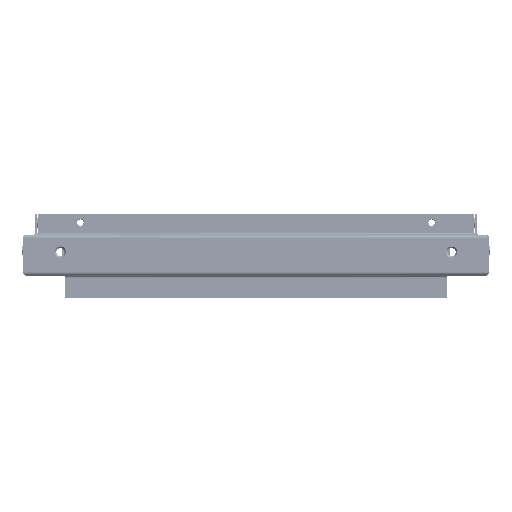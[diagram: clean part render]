
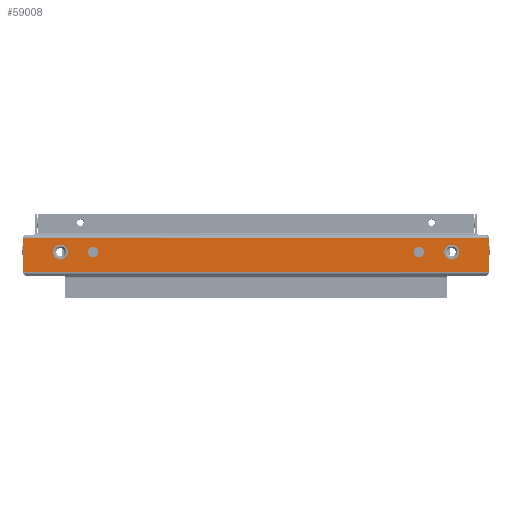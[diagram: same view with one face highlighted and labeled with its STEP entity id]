
A CAD part, front view. The second image highlights one B-rep face of the part: STEP entity #59008.
In plain terms, the highlighted face is planar.
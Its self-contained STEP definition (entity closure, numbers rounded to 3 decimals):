
#929 = AXIS2_PLACEMENT_3D ( 'NONE', #14912, #57107, #10929 ) ;
#1732 = VERTEX_POINT ( 'NONE', #7938 ) ;
#1889 = CARTESIAN_POINT ( 'NONE',  ( -250., 18., 0. ) ) ;
#2189 = EDGE_CURVE ( 'NONE', #28854, #5726, #21545, .T. ) ;
#2531 = DIRECTION ( 'NONE',  ( 1., 0., 0. ) ) ;
#2778 = EDGE_CURVE ( 'NONE', #3452, #26159, #10273, .T. ) ;
#3452 = VERTEX_POINT ( 'NONE', #26045 ) ;
#3461 = EDGE_CURVE ( 'NONE', #17074, #14234, #49621, .T. ) ;
#3878 = CARTESIAN_POINT ( 'NONE',  ( -250., -18., 0. ) ) ;
#4186 = LINE ( 'NONE', #3878, #30135 ) ;
#4210 = VERTEX_POINT ( 'NONE', #39612 ) ;
#4272 = EDGE_CURVE ( 'NONE', #14234, #51993, #40227, .T. ) ;
#4613 = CARTESIAN_POINT ( 'NONE',  ( 250., 18., 0. ) ) ;
#5027 = DIRECTION ( 'NONE',  ( 0., 0., 1. ) ) ;
#5267 = CARTESIAN_POINT ( 'NONE',  ( 201.5, -3.319, 0. ) ) ;
#5283 = CARTESIAN_POINT ( 'NONE',  ( 174.5, -3.319, 0. ) ) ;
#5350 = VERTEX_POINT ( 'NONE', #30348 ) ;
#5726 = VERTEX_POINT ( 'NONE', #39455 ) ;
#6028 = VERTEX_POINT ( 'NONE', #13430 ) ;
#6331 = FACE_BOUND ( 'NONE', #59842, .T. ) ;
#6358 = EDGE_LOOP ( 'NONE', ( #57804, #36804 ) ) ;
#7264 = EDGE_CURVE ( 'NONE', #26159, #17074, #4186, .T. ) ;
#7636 = EDGE_CURVE ( 'NONE', #51846, #3452, #19883, .T. ) ;
#7890 = CARTESIAN_POINT ( 'NONE',  ( 247.935, -18., 0. ) ) ;
#7938 = CARTESIAN_POINT ( 'NONE',  ( -248., 18., 0. ) ) ;
#8220 = EDGE_CURVE ( 'NONE', #6028, #24842, #21419, .T. ) ;
#8381 = CARTESIAN_POINT ( 'NONE',  ( -174.5, -3.319, 0. ) ) ;
#8571 = CARTESIAN_POINT ( 'NONE',  ( 250., 18., 0. ) ) ;
#8711 = CIRCLE ( 'NONE', #42922, 5.5 ) ;
#8754 = DIRECTION ( 'NONE',  ( 1., 0., 0. ) ) ;
#8906 = CIRCLE ( 'NONE', #32355, 8. ) ;
#9655 = VECTOR ( 'NONE', #57204, 1000. ) ;
#9662 = CARTESIAN_POINT ( 'NONE',  ( -209.5, -3.319, 0. ) ) ;
#9800 = LINE ( 'NONE', #4613, #47465 ) ;
#10273 = LINE ( 'NONE', #36891, #31378 ) ;
#10758 = DIRECTION ( 'NONE',  ( -1., 0., 0. ) ) ;
#10904 = CIRCLE ( 'NONE', #45033, 5.5 ) ;
#10929 = DIRECTION ( 'NONE',  ( -1., 0., 0. ) ) ;
#12128 = AXIS2_PLACEMENT_3D ( 'NONE', #20670, #57090, #47314 ) ;
#12926 = ORIENTED_EDGE ( 'NONE', *, *, #3461, .T. ) ;
#13278 = CARTESIAN_POINT ( 'NONE',  ( 250., 18., 0. ) ) ;
#13430 = CARTESIAN_POINT ( 'NONE',  ( -180., -3.319, 0. ) ) ;
#13654 = DIRECTION ( 'NONE',  ( -1., 0., 0. ) ) ;
#14234 = VERTEX_POINT ( 'NONE', #57630 ) ;
#14711 = DIRECTION ( 'NONE',  ( -1., 0., 0. ) ) ;
#14912 = CARTESIAN_POINT ( 'NONE',  ( 0., 0., 0. ) ) ;
#15549 = DIRECTION ( 'NONE',  ( -1., 0., 0. ) ) ;
#17074 = VERTEX_POINT ( 'NONE', #7890 ) ;
#17246 = DIRECTION ( 'NONE',  ( 0., 1., 0. ) ) ;
#17542 = LINE ( 'NONE', #13278, #26808 ) ;
#19521 = CARTESIAN_POINT ( 'NONE',  ( 209.5, -3.319, 0. ) ) ;
#19637 = DIRECTION ( 'NONE',  ( 0., 0., 1. ) ) ;
#19713 = ORIENTED_EDGE ( 'NONE', *, *, #57146, .T. ) ;
#19883 = LINE ( 'NONE', #38541, #9655 ) ;
#19886 = LINE ( 'NONE', #24778, #54925 ) ;
#20593 = ORIENTED_EDGE ( 'NONE', *, *, #8220, .F. ) ;
#20670 = CARTESIAN_POINT ( 'NONE',  ( 209.5, -3.319, 0. ) ) ;
#21189 = EDGE_LOOP ( 'NONE', ( #42215, #28689, #12926, #50100, #19713, #42923, #49821, #50131 ) ) ;
#21419 = CIRCLE ( 'NONE', #40958, 5.5 ) ;
#21496 = EDGE_CURVE ( 'NONE', #4210, #47253, #52178, .T. ) ;
#21545 = CIRCLE ( 'NONE', #57851, 5.5 ) ;
#22098 = CARTESIAN_POINT ( 'NONE',  ( 248., 18., 0. ) ) ;
#24727 = CARTESIAN_POINT ( 'NONE',  ( -247.935, -18., 0. ) ) ;
#24778 = CARTESIAN_POINT ( 'NONE',  ( 250., 18., 0. ) ) ;
#24827 = CARTESIAN_POINT ( 'NONE',  ( -201.5, -3.319, 0. ) ) ;
#24842 = VERTEX_POINT ( 'NONE', #38110 ) ;
#25101 = DIRECTION ( 'NONE',  ( 0., 0., -1. ) ) ;
#25567 = VECTOR ( 'NONE', #2531, 1000. ) ;
#26045 = CARTESIAN_POINT ( 'NONE',  ( -250., -18., 0. ) ) ;
#26159 = VERTEX_POINT ( 'NONE', #24727 ) ;
#26808 = VECTOR ( 'NONE', #32225, 1000. ) ;
#28466 = DIRECTION ( 'NONE',  ( -1., 0., 0. ) ) ;
#28689 = ORIENTED_EDGE ( 'NONE', *, *, #7264, .T. ) ;
#28854 = VERTEX_POINT ( 'NONE', #41859 ) ;
#29259 = CIRCLE ( 'NONE', #49788, 8. ) ;
#29361 = EDGE_CURVE ( 'NONE', #5350, #37065, #29259, .T. ) ;
#29383 = VECTOR ( 'NONE', #17246, 1000. ) ;
#30135 = VECTOR ( 'NONE', #8754, 1000. ) ;
#30348 = CARTESIAN_POINT ( 'NONE',  ( -217.5, -3.319, 0. ) ) ;
#30652 = EDGE_CURVE ( 'NONE', #1732, #51846, #19886, .T. ) ;
#31378 = VECTOR ( 'NONE', #47587, 1000. ) ;
#32225 = DIRECTION ( 'NONE',  ( -1., 0., 0. ) ) ;
#32355 = AXIS2_PLACEMENT_3D ( 'NONE', #56963, #19637, #32799 ) ;
#32799 = DIRECTION ( 'NONE',  ( 1., 0., 0. ) ) ;
#33177 = EDGE_CURVE ( 'NONE', #47253, #4210, #53500, .T. ) ;
#33476 = ORIENTED_EDGE ( 'NONE', *, *, #47577, .F. ) ;
#34664 = ORIENTED_EDGE ( 'NONE', *, *, #21496, .T. ) ;
#36804 = ORIENTED_EDGE ( 'NONE', *, *, #51748, .T. ) ;
#36891 = CARTESIAN_POINT ( 'NONE',  ( -250., -18., 0. ) ) ;
#37065 = VERTEX_POINT ( 'NONE', #24827 ) ;
#37188 = CARTESIAN_POINT ( 'NONE',  ( 174.5, -3.319, 0. ) ) ;
#37492 = DIRECTION ( 'NONE',  ( 0., 0., 1. ) ) ;
#38110 = CARTESIAN_POINT ( 'NONE',  ( -169., -3.319, 0. ) ) ;
#38143 = FACE_BOUND ( 'NONE', #6358, .T. ) ;
#38200 = DIRECTION ( 'NONE',  ( 0., 0., -1. ) ) ;
#38444 = FACE_BOUND ( 'NONE', #46410, .T. ) ;
#38541 = CARTESIAN_POINT ( 'NONE',  ( -250., -22., 0. ) ) ;
#39455 = CARTESIAN_POINT ( 'NONE',  ( 169., -3.319, 0. ) ) ;
#39612 = CARTESIAN_POINT ( 'NONE',  ( 217.5, -3.319, 0. ) ) ;
#40227 = LINE ( 'NONE', #49704, #29383 ) ;
#40446 = VERTEX_POINT ( 'NONE', #22098 ) ;
#40526 = EDGE_CURVE ( 'NONE', #37065, #5350, #8906, .T. ) ;
#40667 = DIRECTION ( 'NONE',  ( 1., 0., 0. ) ) ;
#40958 = AXIS2_PLACEMENT_3D ( 'NONE', #8381, #5027, #42023 ) ;
#41486 = DIRECTION ( 'NONE',  ( 0., 0., -1. ) ) ;
#41859 = CARTESIAN_POINT ( 'NONE',  ( 180., -3.319, 0. ) ) ;
#42023 = DIRECTION ( 'NONE',  ( 1., 0., 0. ) ) ;
#42215 = ORIENTED_EDGE ( 'NONE', *, *, #2778, .T. ) ;
#42922 = AXIS2_PLACEMENT_3D ( 'NONE', #58439, #59650, #40667 ) ;
#42923 = ORIENTED_EDGE ( 'NONE', *, *, #56520, .T. ) ;
#43355 = FACE_BOUND ( 'NONE', #57715, .T. ) ;
#44665 = AXIS2_PLACEMENT_3D ( 'NONE', #19521, #38200, #15549 ) ;
#45033 = AXIS2_PLACEMENT_3D ( 'NONE', #5283, #25101, #10758 ) ;
#46410 = EDGE_LOOP ( 'NONE', ( #34664, #53216 ) ) ;
#47253 = VERTEX_POINT ( 'NONE', #5267 ) ;
#47314 = DIRECTION ( 'NONE',  ( -1., 0., 0. ) ) ;
#47465 = VECTOR ( 'NONE', #28466, 1000. ) ;
#47576 = DIRECTION ( 'NONE',  ( 1., 0., 0. ) ) ;
#47577 = EDGE_CURVE ( 'NONE', #24842, #6028, #8711, .T. ) ;
#47587 = DIRECTION ( 'NONE',  ( 1., 0., 0. ) ) ;
#48230 = FACE_OUTER_BOUND ( 'NONE', #21189, .T. ) ;
#49621 = LINE ( 'NONE', #53606, #25567 ) ;
#49704 = CARTESIAN_POINT ( 'NONE',  ( 250., -22., 0. ) ) ;
#49788 = AXIS2_PLACEMENT_3D ( 'NONE', #9662, #37492, #47576 ) ;
#49821 = ORIENTED_EDGE ( 'NONE', *, *, #30652, .T. ) ;
#50100 = ORIENTED_EDGE ( 'NONE', *, *, #4272, .T. ) ;
#50131 = ORIENTED_EDGE ( 'NONE', *, *, #7636, .T. ) ;
#51748 = EDGE_CURVE ( 'NONE', #5726, #28854, #10904, .T. ) ;
#51846 = VERTEX_POINT ( 'NONE', #1889 ) ;
#51993 = VERTEX_POINT ( 'NONE', #8571 ) ;
#52178 = CIRCLE ( 'NONE', #12128, 8. ) ;
#52883 = ORIENTED_EDGE ( 'NONE', *, *, #40526, .F. ) ;
#53216 = ORIENTED_EDGE ( 'NONE', *, *, #33177, .T. ) ;
#53500 = CIRCLE ( 'NONE', #44665, 8. ) ;
#53606 = CARTESIAN_POINT ( 'NONE',  ( -250., -18., 0. ) ) ;
#54925 = VECTOR ( 'NONE', #14711, 1000. ) ;
#56507 = PLANE ( 'NONE',  #929 ) ;
#56520 = EDGE_CURVE ( 'NONE', #40446, #1732, #9800, .T. ) ;
#56963 = CARTESIAN_POINT ( 'NONE',  ( -209.5, -3.319, 0. ) ) ;
#57090 = DIRECTION ( 'NONE',  ( 0., 0., -1. ) ) ;
#57107 = DIRECTION ( 'NONE',  ( 0., 0., -1. ) ) ;
#57146 = EDGE_CURVE ( 'NONE', #51993, #40446, #17542, .T. ) ;
#57204 = DIRECTION ( 'NONE',  ( 0., -1., 0. ) ) ;
#57630 = CARTESIAN_POINT ( 'NONE',  ( 250., -18., 0. ) ) ;
#57715 = EDGE_LOOP ( 'NONE', ( #33476, #20593 ) ) ;
#57804 = ORIENTED_EDGE ( 'NONE', *, *, #2189, .T. ) ;
#57851 = AXIS2_PLACEMENT_3D ( 'NONE', #37188, #41486, #13654 ) ;
#58439 = CARTESIAN_POINT ( 'NONE',  ( -174.5, -3.319, 0. ) ) ;
#59008 = ADVANCED_FACE ( 'NONE', ( #38444, #38143, #6331, #43355, #48230 ), #56507, .F. ) ;
#59650 = DIRECTION ( 'NONE',  ( 0., 0., 1. ) ) ;
#59842 = EDGE_LOOP ( 'NONE', ( #52883, #60053 ) ) ;
#60053 = ORIENTED_EDGE ( 'NONE', *, *, #29361, .F. ) ;
